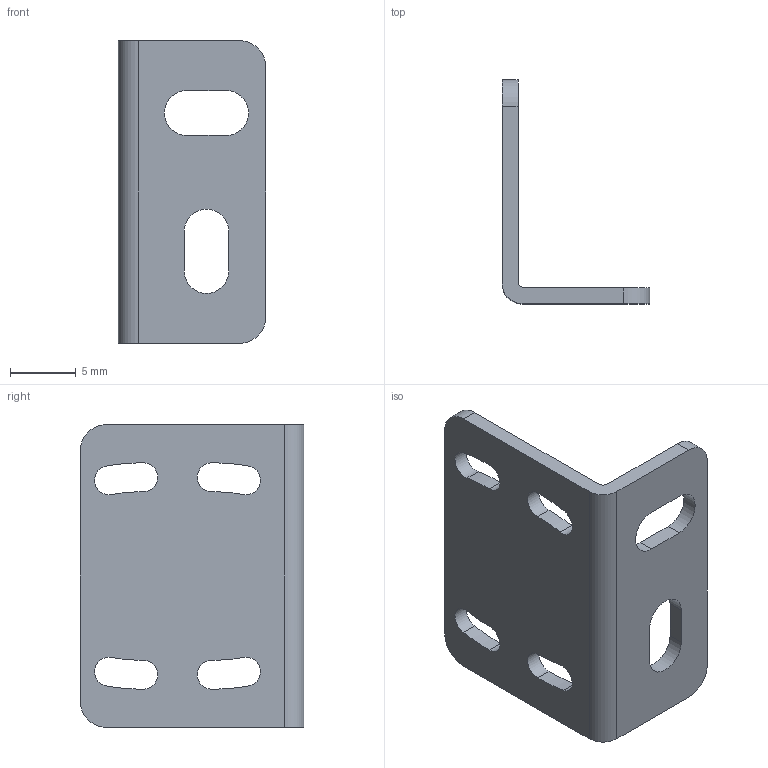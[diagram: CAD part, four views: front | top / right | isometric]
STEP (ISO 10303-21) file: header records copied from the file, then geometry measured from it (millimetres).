
FILE_DESCRIPTION((''),'2;1');
FILE_NAME('SG18671-R2-BRACKET-544007','2012-11-30T',('sereneee'),(''),'PRO/ENGINEER BY PARAMETRIC TECHNOLOGY CORPORATION, 2006140','PRO/ENGINEER BY PARAMETRIC TECHNOLOGY CORPORATION, 2006140','');
FILE_SCHEMA(('CONFIG_CONTROL_DESIGN'));
Length unit declared in the file: millimetre
Products named in the file (1): SG18671-R2-BRACKET-544007
Bounding box: 11.2 x 17 x 23 mm (x, y, z)
Volume: 639 mm3; surface area: 1275.1 mm2
Topology: 1 solids, 1 shells, 38 faces, 108 edges, 72 vertices
Faces by surface type: cylinder 26, plane 12
Entity records: 1326 total; most frequent: DIRECTION 236, CARTESIAN_POINT 218, ORIENTED_EDGE 216, EDGE_CURVE 108, AXIS2_PLACEMENT_3D 90, VERTEX_POINT 72, VECTOR 56, LINE 56
